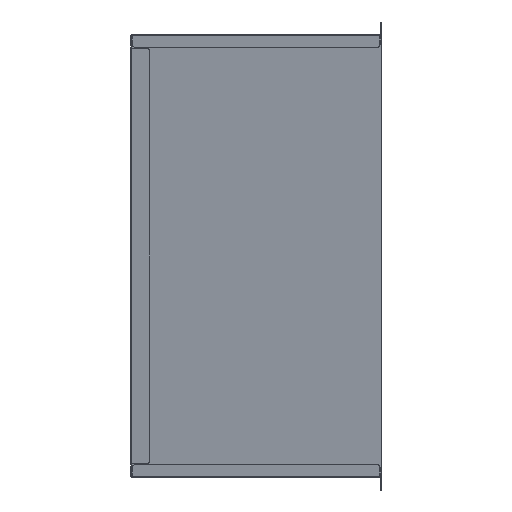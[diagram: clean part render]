
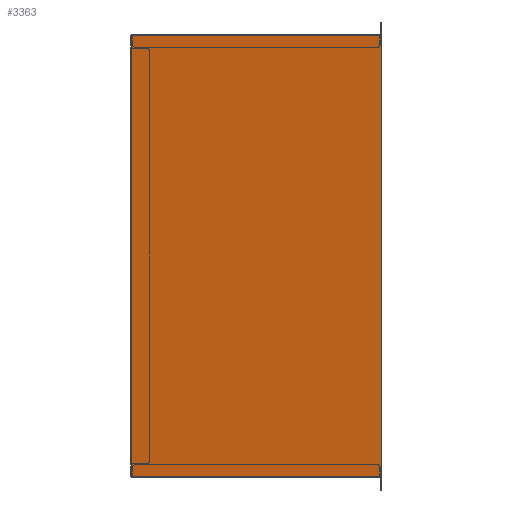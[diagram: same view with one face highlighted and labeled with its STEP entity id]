
A CAD part, front view. The second image highlights one B-rep face of the part: STEP entity #3363.
In plain terms, the highlighted face is planar.
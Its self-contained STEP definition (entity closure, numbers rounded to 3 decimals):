
#31 = VERTEX_POINT ( 'NONE', #4026 ) ;
#146 = AXIS2_PLACEMENT_3D ( 'NONE', #5035, #2984, #2950 ) ;
#251 = LINE ( 'NONE', #3064, #3675 ) ;
#268 = EDGE_LOOP ( 'NONE', ( #6260, #1175, #4065, #7024 ) ) ;
#466 = CARTESIAN_POINT ( 'NONE',  ( -336., -195., 0. ) ) ;
#751 = FACE_OUTER_BOUND ( 'NONE', #268, .T. ) ;
#922 = VERTEX_POINT ( 'NONE', #4733 ) ;
#1018 = LINE ( 'NONE', #4332, #4386 ) ;
#1165 = CARTESIAN_POINT ( 'NONE',  ( 336., 195., 0. ) ) ;
#1175 = ORIENTED_EDGE ( 'NONE', *, *, #6217, .F. ) ;
#1374 = EDGE_CURVE ( 'NONE', #922, #1694, #251, .T. ) ;
#1694 = VERTEX_POINT ( 'NONE', #1165 ) ;
#1834 = VECTOR ( 'NONE', #6008, 1000. ) ;
#1843 = PLANE ( 'NONE',  #146 ) ;
#1902 = EDGE_CURVE ( 'NONE', #4288, #922, #6945, .T. ) ;
#2213 = DIRECTION ( 'NONE',  ( -1., 0., 0. ) ) ;
#2950 = DIRECTION ( 'NONE',  ( 1., 0., 0. ) ) ;
#2984 = DIRECTION ( 'NONE',  ( 0., 0., 1. ) ) ;
#3064 = CARTESIAN_POINT ( 'NONE',  ( 336., -195., 0. ) ) ;
#3363 = ADVANCED_FACE ( 'NONE', ( #751 ), #1843, .F. ) ;
#3401 = EDGE_CURVE ( 'NONE', #31, #4288, #5170, .T. ) ;
#3675 = VECTOR ( 'NONE', #6956, 1000. ) ;
#4026 = CARTESIAN_POINT ( 'NONE',  ( -336., 195., 0. ) ) ;
#4065 = ORIENTED_EDGE ( 'NONE', *, *, #1374, .F. ) ;
#4288 = VERTEX_POINT ( 'NONE', #466 ) ;
#4332 = CARTESIAN_POINT ( 'NONE',  ( 336., 195., 0. ) ) ;
#4386 = VECTOR ( 'NONE', #2213, 1000. ) ;
#4540 = CARTESIAN_POINT ( 'NONE',  ( -336., -195., 0. ) ) ;
#4733 = CARTESIAN_POINT ( 'NONE',  ( 336., -195., 0. ) ) ;
#5035 = CARTESIAN_POINT ( 'NONE',  ( 0., 0., 0. ) ) ;
#5170 = LINE ( 'NONE', #4540, #7038 ) ;
#6008 = DIRECTION ( 'NONE',  ( 1., 0., 0. ) ) ;
#6217 = EDGE_CURVE ( 'NONE', #1694, #31, #1018, .T. ) ;
#6260 = ORIENTED_EDGE ( 'NONE', *, *, #3401, .F. ) ;
#6436 = CARTESIAN_POINT ( 'NONE',  ( 336., -195., 0. ) ) ;
#6834 = DIRECTION ( 'NONE',  ( 0., -1., 0. ) ) ;
#6945 = LINE ( 'NONE', #6436, #1834 ) ;
#6956 = DIRECTION ( 'NONE',  ( 0., 1., 0. ) ) ;
#7024 = ORIENTED_EDGE ( 'NONE', *, *, #1902, .F. ) ;
#7038 = VECTOR ( 'NONE', #6834, 1000. ) ;
